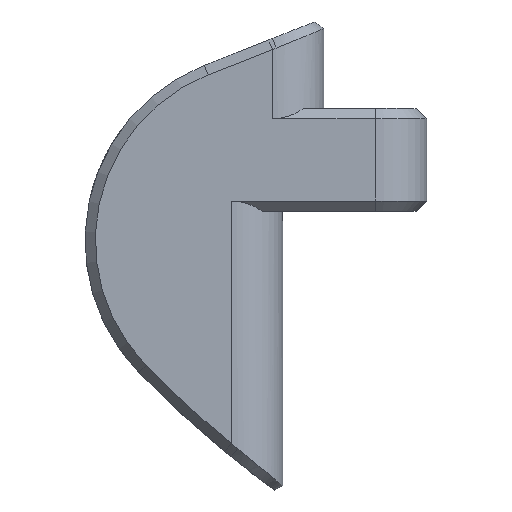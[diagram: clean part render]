
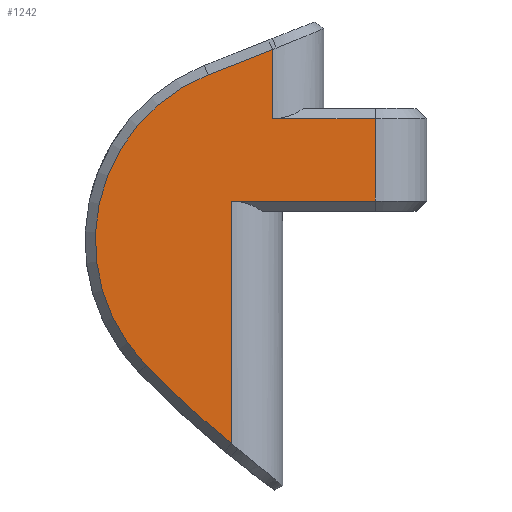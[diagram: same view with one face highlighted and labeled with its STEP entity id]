
A CAD part, top view. The second image highlights one B-rep face of the part: STEP entity #1242.
In plain terms, the highlighted planar face has unit normal (0, 0, 1).
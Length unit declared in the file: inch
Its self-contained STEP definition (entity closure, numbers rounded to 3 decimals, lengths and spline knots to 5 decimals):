
#34=PLANE('',#1340);
#65=CIRCLE('',#1307,0.52);
#71=CIRCLE('',#1321,3.11503);
#140=FACE_OUTER_BOUND('',#211,.T.);
#211=EDGE_LOOP('',(#1114,#1115,#1116,#1117,#1118,#1119,#1120,#1121));
#350=LINE('',#3743,#418);
#361=LINE('',#4017,#429);
#365=LINE('',#4033,#433);
#371=LINE('',#4043,#439);
#376=LINE('',#4055,#444);
#377=LINE('',#4057,#445);
#418=VECTOR('',#1487,0.3937);
#429=VECTOR('',#1524,0.3937);
#433=VECTOR('',#1540,0.3937);
#439=VECTOR('',#1554,0.3937);
#444=VECTOR('',#1569,0.3937);
#445=VECTOR('',#1572,0.3937);
#536=VERTEX_POINT('',#3728);
#537=VERTEX_POINT('',#3730);
#540=VERTEX_POINT('',#3741);
#541=VERTEX_POINT('',#3742);
#559=VERTEX_POINT('',#3857);
#563=VERTEX_POINT('',#4016);
#567=VERTEX_POINT('',#4027);
#569=VERTEX_POINT('',#4031);
#702=EDGE_CURVE('',#537,#536,#65,.T.);
#706=EDGE_CURVE('',#540,#541,#350,.T.);
#734=EDGE_CURVE('',#541,#537,#71,.T.);
#738=EDGE_CURVE('',#563,#559,#361,.T.);
#746=EDGE_CURVE('',#567,#569,#365,.T.);
#752=EDGE_CURVE('',#563,#569,#371,.T.);
#758=EDGE_CURVE('',#567,#540,#376,.T.);
#759=EDGE_CURVE('',#536,#559,#377,.T.);
#1114=ORIENTED_EDGE('',*,*,#734,.F.);
#1115=ORIENTED_EDGE('',*,*,#706,.F.);
#1116=ORIENTED_EDGE('',*,*,#758,.F.);
#1117=ORIENTED_EDGE('',*,*,#746,.T.);
#1118=ORIENTED_EDGE('',*,*,#752,.F.);
#1119=ORIENTED_EDGE('',*,*,#738,.T.);
#1120=ORIENTED_EDGE('',*,*,#759,.F.);
#1121=ORIENTED_EDGE('',*,*,#702,.F.);
#1242=ADVANCED_FACE('',(#140),#34,.T.);
#1307=AXIS2_PLACEMENT_3D('',#3732,#1475,#1476);
#1321=AXIS2_PLACEMENT_3D('',#4008,#1515,#1516);
#1340=AXIS2_PLACEMENT_3D('',#4056,#1570,#1571);
#1475=DIRECTION('center_axis',(0.,0.,
-1.));
#1476=DIRECTION('ref_axis',(-0.368,0.93,0.));
#1487=DIRECTION('',(0.,-1.,0.));
#1515=DIRECTION('center_axis',(0.,0.,
-1.));
#1516=DIRECTION('ref_axis',(-0.788,-0.615,0.));
#1524=DIRECTION('',(0.,1.,0.));
#1540=DIRECTION('',(0.,1.,0.));
#1554=DIRECTION('',(1.,0.,0.));
#1569=DIRECTION('',(-1.,0.,0.));
#1570=DIRECTION('center_axis',(0.,0.,
1.));
#1571=DIRECTION('ref_axis',(1.,0.,0.));
#1572=DIRECTION('',(0.93,0.368,0.));
#3728=CARTESIAN_POINT('',(-1.01782,1.60501,0.3));
#3730=CARTESIAN_POINT('',(-1.19855,0.75791,0.3));
#3732=CARTESIAN_POINT('Origin',(-0.8267,1.12141,0.3));
#3741=CARTESIAN_POINT('',(-0.95,1.23722,0.3));
#3742=CARTESIAN_POINT('',(-0.95,0.52979,0.3));
#3743=CARTESIAN_POINT('',(-0.95,1.04722,0.3));
#3857=CARTESIAN_POINT('',(-0.83,1.67924,0.3));
#4008=CARTESIAN_POINT('Origin',(1.029,2.9354,0.3));
#4016=CARTESIAN_POINT('',(-0.83,1.47722,0.3));
#4017=CARTESIAN_POINT('',(-0.83,1.45845,0.3));
#4027=CARTESIAN_POINT('',(-0.52978,1.23722,0.3));
#4031=CARTESIAN_POINT('',(-0.52978,1.47722,0.3));
#4033=CARTESIAN_POINT('',(-0.52978,1.04722,0.3));
#4043=CARTESIAN_POINT('',(-1.00239,1.47722,0.3));
#4055=CARTESIAN_POINT('',(-1.00239,1.23722,0.3));
#4056=CARTESIAN_POINT('Origin',(-1.3,1.04722,0.3));
#4057=CARTESIAN_POINT('',(-0.77076,1.70265,0.3));
